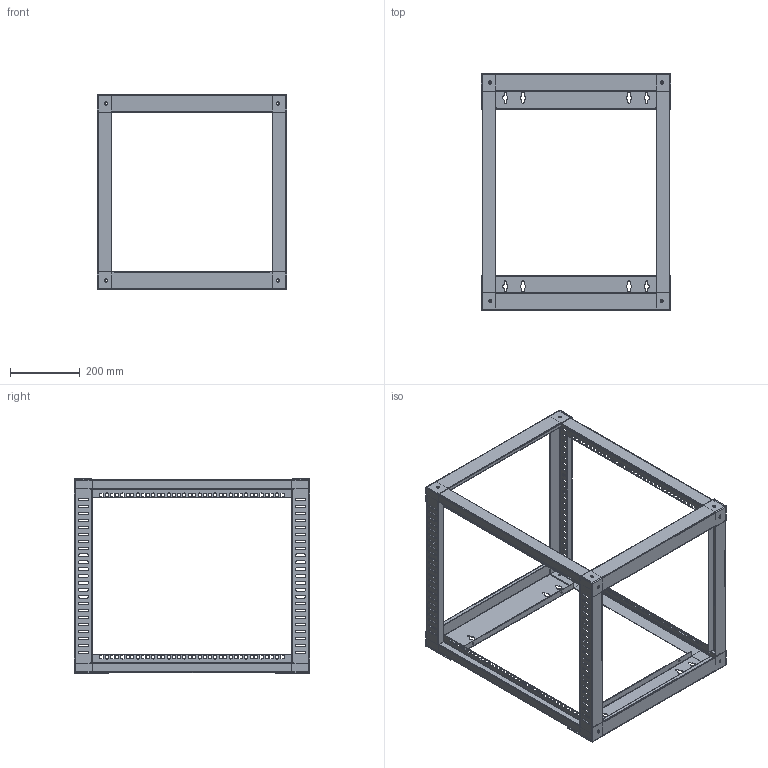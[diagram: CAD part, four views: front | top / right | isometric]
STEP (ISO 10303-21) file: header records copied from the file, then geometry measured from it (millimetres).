
FILE_DESCRIPTION (( 'STEP AP214' ), '1' );
FILE_NAME ('LC-12USDMTWMR_3D.step', '2023-12-14T14:30:13', ( '' ), ( '' ), 'SwSTEP 2.0', 'SolidWorks 2022', '' );
FILE_SCHEMA (( 'AUTOMOTIVE_DESIGN' ));
Length unit declared in the file: inch
Products named in the file (2): 00406278^LC-12USDMTWMR; LC-12USDMTWMR_3D
Assembly tree (1 placements, depth 2):
  LC-12USDMTWMR_3D
    00406278^LC-12USDMTWMR
Bounding box: 544 x 677.7 x 559 mm (x, y, z)
Volume: 1571107.2 mm3; surface area: 1538119.5 mm2
Topology: 1 solids, 1 shells, 1674 faces, 4860 edges, 3184 vertices
Faces by surface type: plane 1206, cylinder 460, cone 8
Entity records: 60779 total; most frequent: CARTESIAN_POINT 9842, ORIENTED_EDGE 9720, DIRECTION 9120, EDGE_CURVE 4860, VECTOR 3908, LINE 3908, VERTEX_POINT 3184, AXIS2_PLACEMENT_3D 2606
